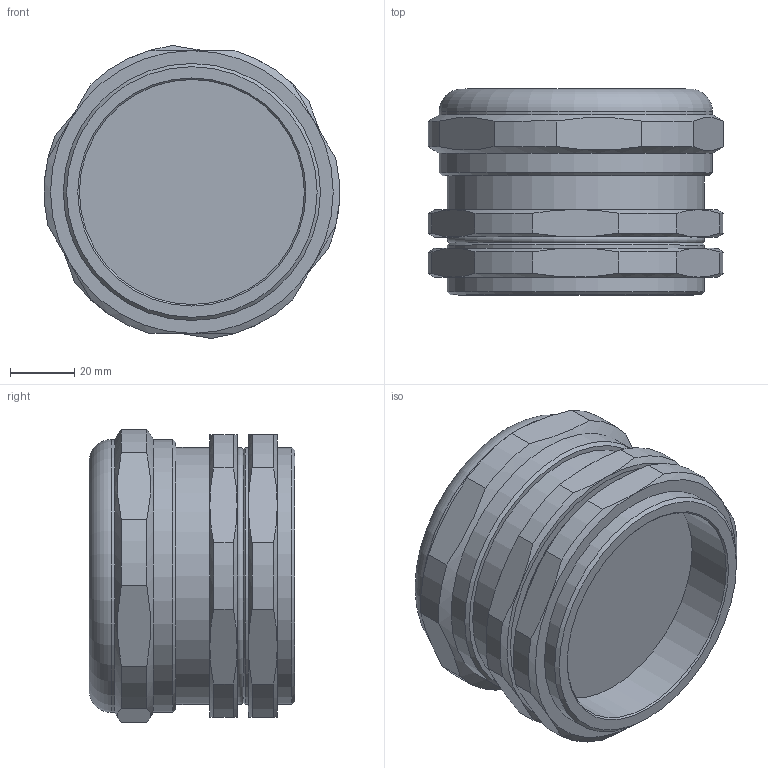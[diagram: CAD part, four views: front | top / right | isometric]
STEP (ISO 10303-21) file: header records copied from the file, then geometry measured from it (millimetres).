
FILE_DESCRIPTION(/* description */ ('','CAx-IF Rec.Pracs.---Representation and Presentation of Product Manufacturing Information (PMI)---4.0---2014-10-13'),/* implementation_level */ '2;1');
FILE_NAME(/* name */ 'ЗЭТАРУС M80 (55-62 мм).stp',/* time_stamp */ '2023-02-09T10:15:59+07:00',/* author */ ('zeta-09'),/* organization */ (''),/* preprocessor_version */ 'ST-DEVELOPER v18.1',/* originating_system */ 'Autodesk Inventor 2021',/* authorisation */ '');
FILE_SCHEMA (('AP242_MANAGED_MODEL_BASED_3D_ENGINEERING_MIM_LF { 1 0 10303 442 1 1 4 }'));
Length unit declared in the file: millimetre
Products named in the file (1): Деталь4
Bounding box: 91.9 x 64.08 x 91.2 mm (x, y, z)
Volume: 306908.3 mm3; surface area: 56408.6 mm2
Topology: 1 solids, 5 shells, 88 faces, 202 edges, 127 vertices
Faces by surface type: plane 31, cone 30, cylinder 24, torus 3
Full cylindrical faces by diameter (mm): 70 x1, 80 x3, 85 x2
Entity records: 2673 total; most frequent: CARTESIAN_POINT 555, DIRECTION 440, ORIENTED_EDGE 400, EDGE_CURVE 202, AXIS2_PLACEMENT_3D 196, VERTEX_POINT 127, EDGE_LOOP 95, CIRCLE 94
